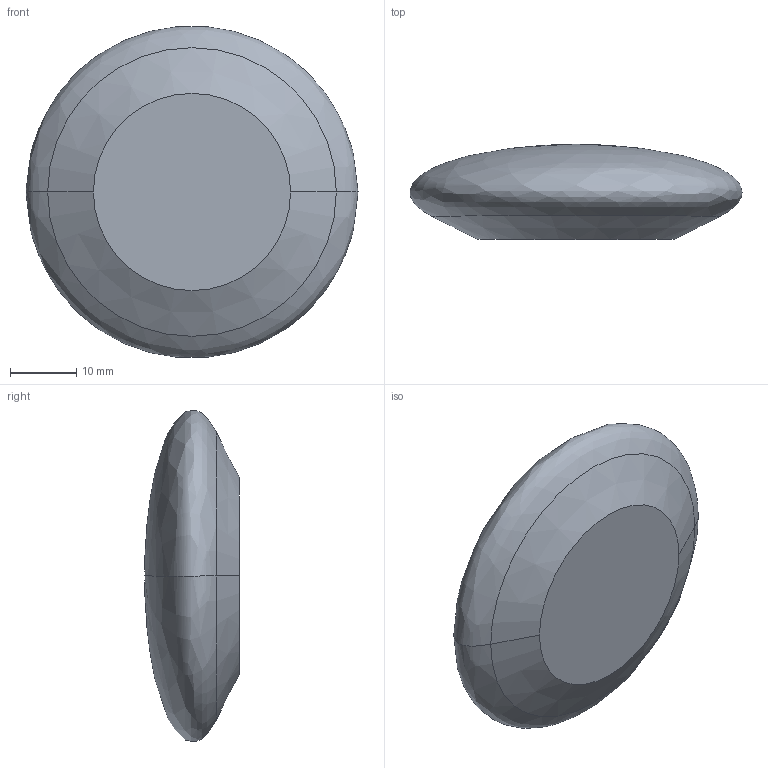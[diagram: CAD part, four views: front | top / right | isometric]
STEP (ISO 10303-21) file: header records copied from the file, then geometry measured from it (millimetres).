
FILE_DESCRIPTION (( 'STEP AP203' ), '1' );
FILE_NAME ('GPS_Default_sldprt.STEP', '2024-01-25T07:28:04', ( '' ), ( '' ), 'SwSTEP 2.0', 'SolidWorks 2019', '' );
FILE_SCHEMA (( 'CONFIG_CONTROL_DESIGN' ));
Length unit declared in the file: metre
Products named in the file (1): GPS_Default_sldprt
Bounding box: 50 x 14.3 x 49.8 mm (x, y, z)
Volume: 19626.4 mm3; surface area: 4627.8 mm2
Topology: 1 solids, 1 shells, 5 faces, 10 edges, 5 vertices
Faces by surface type: bspline 2, cone 2, plane 1
Entity records: 217 total; most frequent: CARTESIAN_POINT 55, DIRECTION 18, ORIENTED_EDGE 16, PERSON_AND_ORGANIZATION 8, EDGE_CURVE 8, AXIS2_PLACEMENT_3D 8, CALENDAR_DATE 5, ADVANCED_FACE 5
